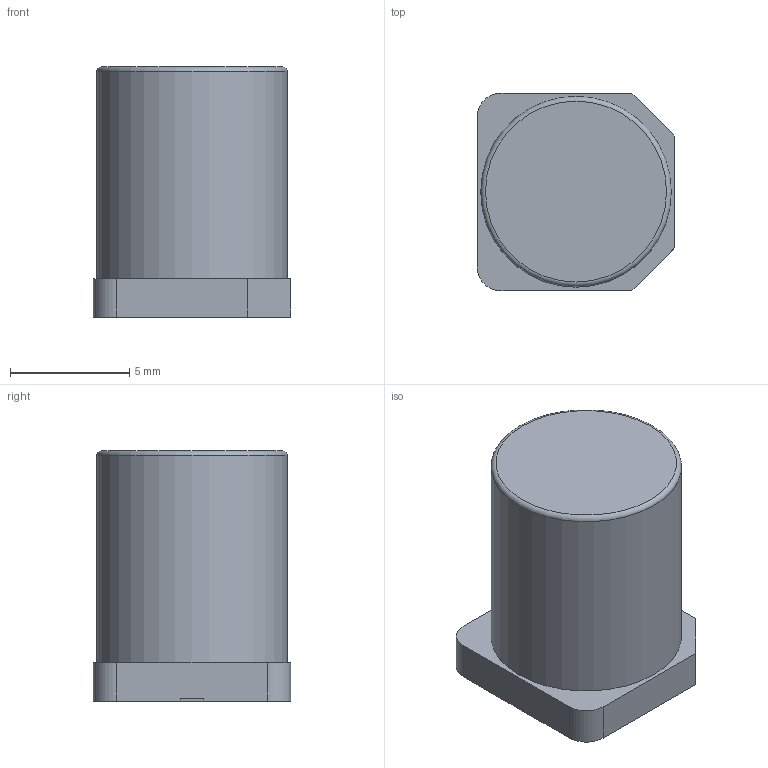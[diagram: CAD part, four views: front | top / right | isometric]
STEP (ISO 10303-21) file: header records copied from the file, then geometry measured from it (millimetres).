
FILE_DESCRIPTION((''),'2;1');
FILE_NAME('F.stp','2013-10-01T14:06:07',('4024630'),(''),'Autodesk Inventor 2012','Autodesk Inventor 2012','');
FILE_SCHEMA(('AUTOMOTIVE_DESIGN { 1 0 10303 214 1 1 1 1 }'));
Length unit declared in the file: millimetre
Products named in the file (4): F; φ8(1.0); φ8(1.0端子)
Assembly tree (4 placements, depth 2):
  F
    φ8(1.0)
    φ8(1.0端子)  x2
    F
Bounding box: 8.3 x 8.3 x 10.5 mm (x, y, z)
Volume: 551.5 mm3; surface area: 517.7 mm2
Topology: 4 solids, 4 shells, 34 faces, 77 edges, 51 vertices
Faces by surface type: plane 26, cylinder 7, torus 1
Full cylindrical faces by diameter (mm): 8 x1
Entity records: 918 total; most frequent: DIRECTION 148, CARTESIAN_POINT 142, ORIENTED_EDGE 126, EDGE_CURVE 63, VECTOR 50, LINE 50, AXIS2_PLACEMENT_3D 49, VERTEX_POINT 43
